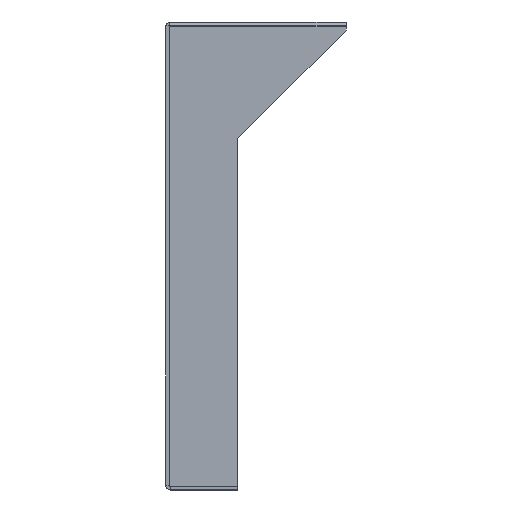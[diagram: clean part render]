
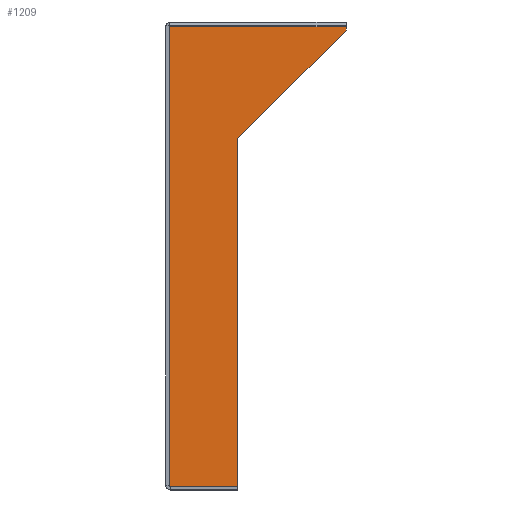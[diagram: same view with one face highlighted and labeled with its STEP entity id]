
A CAD part, front view. The second image highlights one B-rep face of the part: STEP entity #1209.
In plain terms, the highlighted face is planar.
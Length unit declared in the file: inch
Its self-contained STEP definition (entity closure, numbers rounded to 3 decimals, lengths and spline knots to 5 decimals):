
#80=PLANE('',#1311);
#177=LINE('',#1895,#297);
#192=LINE('',#1931,#312);
#195=LINE('',#1937,#315);
#196=LINE('',#1939,#316);
#197=LINE('',#1941,#317);
#198=LINE('',#1942,#318);
#297=VECTOR('',#1574,3.875);
#312=VECTOR('',#1613,0.07075);
#315=VECTOR('',#1618,10.07075);
#316=VECTOR('',#1619,1.5);
#317=VECTOR('',#1620,7.625);
#318=VECTOR('',#1621,3.35876);
#406=FACE_OUTER_BOUND('',#492,.T.);
#492=EDGE_LOOP('',(#1034,#1035,#1036,#1037,#1038,#1039));
#600=VERTEX_POINT('',#1892);
#601=VERTEX_POINT('',#1894);
#610=VERTEX_POINT('',#1930);
#612=VERTEX_POINT('',#1936);
#613=VERTEX_POINT('',#1938);
#614=VERTEX_POINT('',#1940);
#734=EDGE_CURVE('',#601,#600,#177,.T.);
#752=EDGE_CURVE('',#601,#610,#192,.T.);
#755=EDGE_CURVE('',#612,#600,#195,.T.);
#756=EDGE_CURVE('',#613,#612,#196,.T.);
#757=EDGE_CURVE('',#614,#613,#197,.T.);
#758=EDGE_CURVE('',#610,#614,#198,.T.);
#1034=ORIENTED_EDGE('',*,*,#734,.T.);
#1035=ORIENTED_EDGE('',*,*,#755,.F.);
#1036=ORIENTED_EDGE('',*,*,#756,.F.);
#1037=ORIENTED_EDGE('',*,*,#757,.F.);
#1038=ORIENTED_EDGE('',*,*,#758,.F.);
#1039=ORIENTED_EDGE('',*,*,#752,.F.);
#1209=ADVANCED_FACE('',(#406),#80,.T.);
#1311=AXIS2_PLACEMENT_3D('',#1935,#1616,#1617);
#1574=DIRECTION('',(0.,1.,0.));
#1613=DIRECTION('',(-1.,0.,0.));
#1616=DIRECTION('center_axis',(0.,0.,1.));
#1617=DIRECTION('ref_axis',(1.,0.,0.));
#1618=DIRECTION('',(1.,0.,0.));
#1619=DIRECTION('',(0.,1.,0.));
#1620=DIRECTION('',(-1.,0.,0.));
#1621=DIRECTION('',(-0.707,0.707,0.));
#1892=CARTESIAN_POINT('',(0.07075,3.875,0.074));
#1894=CARTESIAN_POINT('',(0.07075,0.,0.074));
#1895=CARTESIAN_POINT('',(0.07075,1.38236,0.074));
#1930=CARTESIAN_POINT('',(0.,0.,0.074));
#1931=CARTESIAN_POINT('',(0.102,0.,0.074));
#1935=CARTESIAN_POINT('Origin',(-4.35808,2.76472,0.074));
#1936=CARTESIAN_POINT('',(-10.,3.875,0.074));
#1937=CARTESIAN_POINT('',(0.,3.875,0.074));
#1938=CARTESIAN_POINT('',(-10.,2.375,0.074));
#1939=CARTESIAN_POINT('',(-10.,2.375,0.074));
#1940=CARTESIAN_POINT('',(-2.375,2.375,0.074));
#1941=CARTESIAN_POINT('',(-2.375,2.375,0.074));
#1942=CARTESIAN_POINT('',(0.,0.,0.074));
